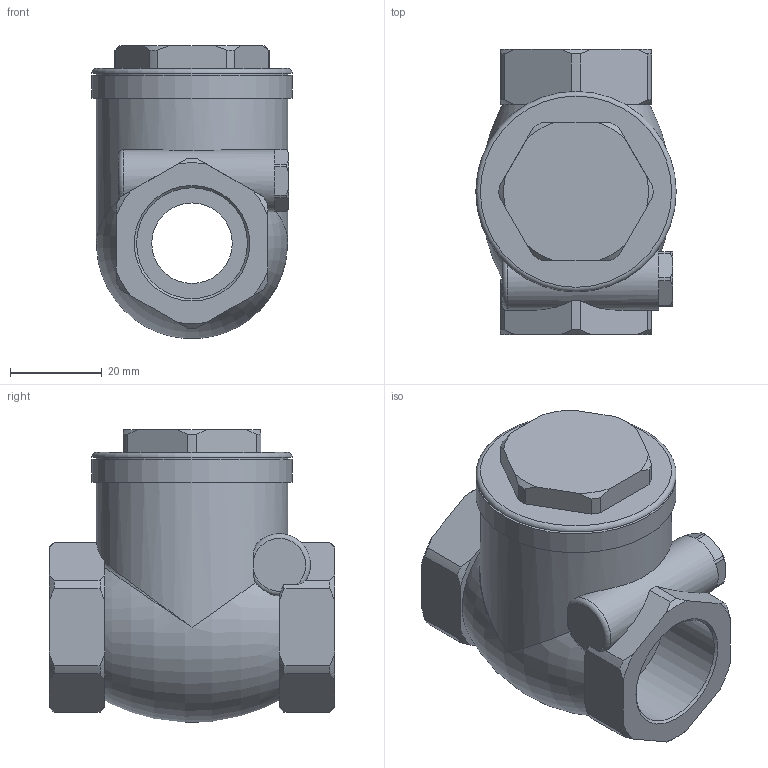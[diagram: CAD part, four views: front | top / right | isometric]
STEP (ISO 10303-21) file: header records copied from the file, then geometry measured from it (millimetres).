
FILE_DESCRIPTION(/* description */ ('Unknown'),/* implementation_level */ '2;1');
FILE_NAME(/* name */ '2200_2202-05',/* time_stamp */ '2024-06-17T10:13:46+02:00',/* author */ ('Unknown'),/* organization */ ('Unknown'),/* preprocessor_version */ 'ST-DEVELOPER v19.4',/* originating_system */ 'Solid Edge',/* authorisation */ 'Unknown');
FILE_SCHEMA (('AUTOMOTIVE_DESIGN {1 0 10303 214 3 1 1}'));
Length unit declared in the file: millimetre
Products named in the file (1): 3.606_607.020
Bounding box: 43.6 x 62 x 63.72 mm (x, y, z)
Volume: 81450.1 mm3; surface area: 17515.7 mm2
Topology: 1 solids, 1 shells, 111 faces, 310 edges, 205 vertices
Faces by surface type: plane 43, cone 36, cylinder 26, torus 4, bspline 2
Full cylindrical faces by diameter (mm): 13.5 x1, 17.5 x1, 24.117 x2, 41.601 x2, 43.601 x1
Entity records: 4489 total; most frequent: CARTESIAN_POINT 981, ORIENTED_EDGE 588, DIRECTION 532, EDGE_CURVE 294, AXIS2_PLACEMENT_3D 216, VERTEX_POINT 201, EDGE_LOOP 129, FACE_BOUND 129
